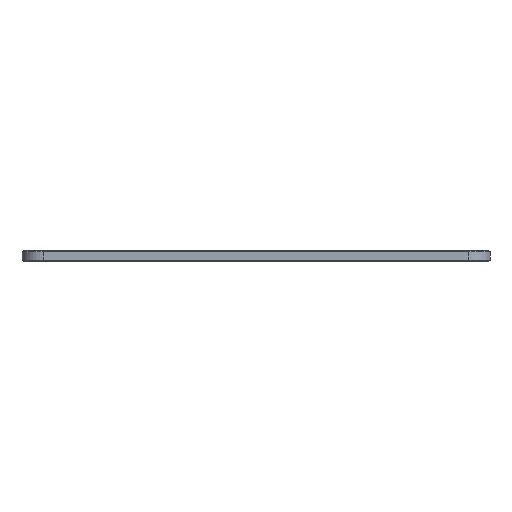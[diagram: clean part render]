
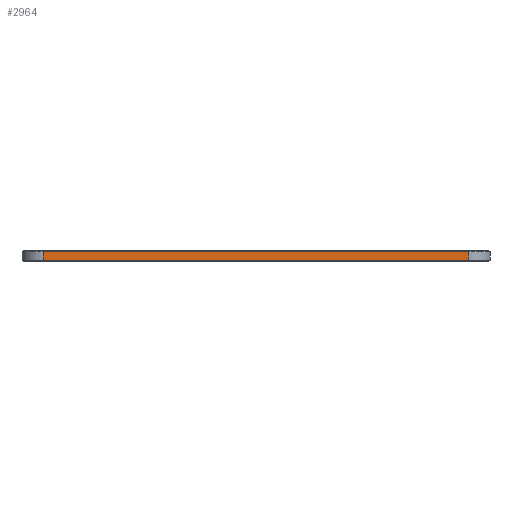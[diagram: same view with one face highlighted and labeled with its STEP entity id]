
A CAD part, front view. The second image highlights one B-rep face of the part: STEP entity #2964.
In plain terms, the highlighted planar face has unit normal (0, -1, 0).
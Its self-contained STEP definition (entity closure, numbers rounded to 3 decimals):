
#126 = CYLINDRICAL_SURFACE('',#127,6.25);
#127 = AXIS2_PLACEMENT_3D('',#128,#129,#130);
#128 = CARTESIAN_POINT('',(-62.5,72.169,0.));
#129 = DIRECTION('',(-0.,-0.,-1.));
#130 = DIRECTION('',(1.,0.,0.));
#227 = EDGE_CURVE('',#228,#230,#232,.T.);
#228 = VERTEX_POINT('',#229);
#229 = CARTESIAN_POINT('',(-62.5,65.919,0.3));
#230 = VERTEX_POINT('',#231);
#231 = CARTESIAN_POINT('',(-62.5,65.919,2.825));
#232 = SURFACE_CURVE('',#233,(#237,#244),.PCURVE_S1.);
#233 = LINE('',#234,#235);
#234 = CARTESIAN_POINT('',(-62.5,65.919,0.));
#235 = VECTOR('',#236,1.);
#236 = DIRECTION('',(0.,0.,1.));
#237 = PCURVE('',#126,#238);
#238 = DEFINITIONAL_REPRESENTATION('',(#239),#243);
#239 = LINE('',#240,#241);
#240 = CARTESIAN_POINT('',(1.571,0.));
#241 = VECTOR('',#242,1.);
#242 = DIRECTION('',(-0.,-1.));
#243 = ( GEOMETRIC_REPRESENTATION_CONTEXT(2) 
PARAMETRIC_REPRESENTATION_CONTEXT() REPRESENTATION_CONTEXT('2D SPACE',''
  ) );
#244 = PCURVE('',#245,#250);
#245 = PLANE('',#246);
#246 = AXIS2_PLACEMENT_3D('',#247,#248,#249);
#247 = CARTESIAN_POINT('',(-62.5,65.919,0.));
#248 = DIRECTION('',(0.,1.,0.));
#249 = DIRECTION('',(1.,0.,0.));
#250 = DEFINITIONAL_REPRESENTATION('',(#251),#255);
#251 = LINE('',#252,#253);
#252 = CARTESIAN_POINT('',(0.,0.));
#253 = VECTOR('',#254,1.);
#254 = DIRECTION('',(0.,-1.));
#255 = ( GEOMETRIC_REPRESENTATION_CONTEXT(2) 
PARAMETRIC_REPRESENTATION_CONTEXT() REPRESENTATION_CONTEXT('2D SPACE',''
  ) );
#509 = PLANE('',#510);
#510 = AXIS2_PLACEMENT_3D('',#511,#512,#513);
#511 = CARTESIAN_POINT('',(-62.5,65.919,0.3));
#512 = DIRECTION('',(0.,-0.707,-0.707));
#513 = DIRECTION('',(0.,0.707,-0.707)
  );
#2964 = ADVANCED_FACE('',(#2965),#245,.F.);
#2965 = FACE_BOUND('',#2966,.F.);
#2966 = EDGE_LOOP('',(#2967,#2990,#2991,#3019));
#2967 = ORIENTED_EDGE('',*,*,#2968,.T.);
#2968 = EDGE_CURVE('',#2969,#228,#2971,.T.);
#2969 = VERTEX_POINT('',#2970);
#2970 = CARTESIAN_POINT('',(62.5,65.919,0.3));
#2971 = SURFACE_CURVE('',#2972,(#2976,#2983),.PCURVE_S1.);
#2972 = LINE('',#2973,#2974);
#2973 = CARTESIAN_POINT('',(-62.5,65.919,0.3));
#2974 = VECTOR('',#2975,1.);
#2975 = DIRECTION('',(-1.,0.,0.));
#2976 = PCURVE('',#245,#2977);
#2977 = DEFINITIONAL_REPRESENTATION('',(#2978),#2982);
#2978 = LINE('',#2979,#2980);
#2979 = CARTESIAN_POINT('',(0.,-0.3));
#2980 = VECTOR('',#2981,1.);
#2981 = DIRECTION('',(-1.,0.));
#2982 = ( GEOMETRIC_REPRESENTATION_CONTEXT(2) 
PARAMETRIC_REPRESENTATION_CONTEXT() REPRESENTATION_CONTEXT('2D SPACE',''
  ) );
#2983 = PCURVE('',#509,#2984);
#2984 = DEFINITIONAL_REPRESENTATION('',(#2985),#2989);
#2985 = LINE('',#2986,#2987);
#2986 = CARTESIAN_POINT('',(0.,0.));
#2987 = VECTOR('',#2988,1.);
#2988 = DIRECTION('',(0.,-1.));
#2989 = ( GEOMETRIC_REPRESENTATION_CONTEXT(2) 
PARAMETRIC_REPRESENTATION_CONTEXT() REPRESENTATION_CONTEXT('2D SPACE',''
  ) );
#2990 = ORIENTED_EDGE('',*,*,#227,.T.);
#2991 = ORIENTED_EDGE('',*,*,#2992,.T.);
#2992 = EDGE_CURVE('',#230,#2993,#2995,.T.);
#2993 = VERTEX_POINT('',#2994);
#2994 = CARTESIAN_POINT('',(62.5,65.919,2.825));
#2995 = SURFACE_CURVE('',#2996,(#3000,#3007),.PCURVE_S1.);
#2996 = LINE('',#2997,#2998);
#2997 = CARTESIAN_POINT('',(-62.5,65.919,2.825));
#2998 = VECTOR('',#2999,1.);
#2999 = DIRECTION('',(1.,0.,0.));
#3000 = PCURVE('',#245,#3001);
#3001 = DEFINITIONAL_REPRESENTATION('',(#3002),#3006);
#3002 = LINE('',#3003,#3004);
#3003 = CARTESIAN_POINT('',(0.,-2.825));
#3004 = VECTOR('',#3005,1.);
#3005 = DIRECTION('',(1.,0.));
#3006 = ( GEOMETRIC_REPRESENTATION_CONTEXT(2) 
PARAMETRIC_REPRESENTATION_CONTEXT() REPRESENTATION_CONTEXT('2D SPACE',''
  ) );
#3007 = PCURVE('',#3008,#3013);
#3008 = PLANE('',#3009);
#3009 = AXIS2_PLACEMENT_3D('',#3010,#3011,#3012);
#3010 = CARTESIAN_POINT('',(-62.5,66.219,3.125));
#3011 = DIRECTION('',(0.,-0.707,0.707));
#3012 = DIRECTION('',(0.,-0.707,-0.707
    ));
#3013 = DEFINITIONAL_REPRESENTATION('',(#3014),#3018);
#3014 = LINE('',#3015,#3016);
#3015 = CARTESIAN_POINT('',(0.424,0.));
#3016 = VECTOR('',#3017,1.);
#3017 = DIRECTION('',(0.,1.));
#3018 = ( GEOMETRIC_REPRESENTATION_CONTEXT(2) 
PARAMETRIC_REPRESENTATION_CONTEXT() REPRESENTATION_CONTEXT('2D SPACE',''
  ) );
#3019 = ORIENTED_EDGE('',*,*,#3020,.F.);
#3020 = EDGE_CURVE('',#2969,#2993,#3021,.T.);
#3021 = SURFACE_CURVE('',#3022,(#3026,#3033),.PCURVE_S1.);
#3022 = LINE('',#3023,#3024);
#3023 = CARTESIAN_POINT('',(62.5,65.919,0.));
#3024 = VECTOR('',#3025,1.);
#3025 = DIRECTION('',(0.,0.,1.));
#3026 = PCURVE('',#245,#3027);
#3027 = DEFINITIONAL_REPRESENTATION('',(#3028),#3032);
#3028 = LINE('',#3029,#3030);
#3029 = CARTESIAN_POINT('',(125.,0.));
#3030 = VECTOR('',#3031,1.);
#3031 = DIRECTION('',(0.,-1.));
#3032 = ( GEOMETRIC_REPRESENTATION_CONTEXT(2) 
PARAMETRIC_REPRESENTATION_CONTEXT() REPRESENTATION_CONTEXT('2D SPACE',''
  ) );
#3033 = PCURVE('',#3034,#3039);
#3034 = CYLINDRICAL_SURFACE('',#3035,6.25);
#3035 = AXIS2_PLACEMENT_3D('',#3036,#3037,#3038);
#3036 = CARTESIAN_POINT('',(62.5,72.169,0.));
#3037 = DIRECTION('',(-0.,-0.,-1.));
#3038 = DIRECTION('',(1.,0.,0.));
#3039 = DEFINITIONAL_REPRESENTATION('',(#3040),#3044);
#3040 = LINE('',#3041,#3042);
#3041 = CARTESIAN_POINT('',(1.571,0.));
#3042 = VECTOR('',#3043,1.);
#3043 = DIRECTION('',(-0.,-1.));
#3044 = ( GEOMETRIC_REPRESENTATION_CONTEXT(2) 
PARAMETRIC_REPRESENTATION_CONTEXT() REPRESENTATION_CONTEXT('2D SPACE',''
  ) );
